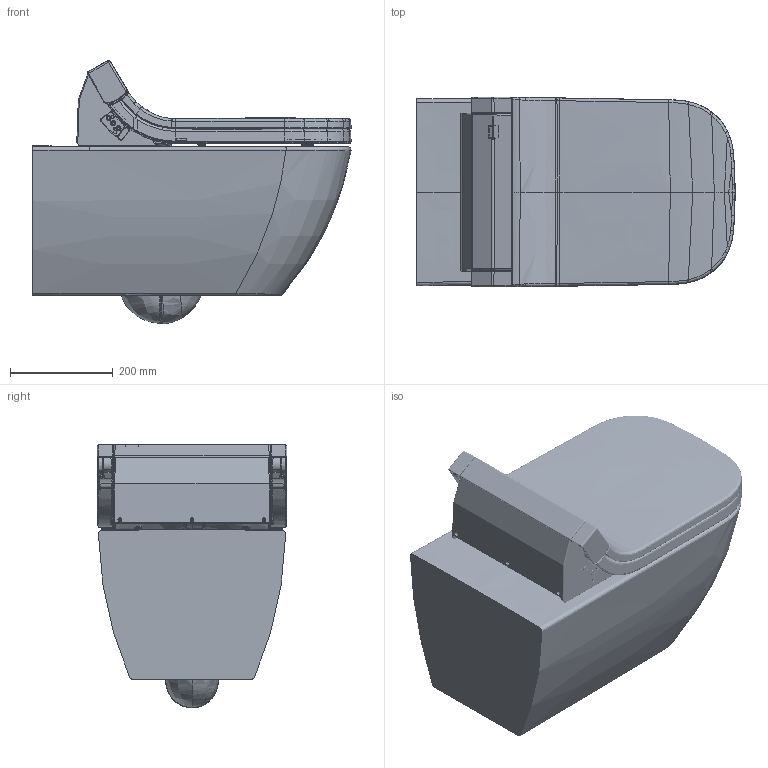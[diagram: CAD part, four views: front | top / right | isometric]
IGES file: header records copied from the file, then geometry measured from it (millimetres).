
Global section: file name: No Iges File Name specified; native system: Autodesk Inventor 2011; preprocessor: AutoDesk Inventor Iges Exporter R2011; author: Administrator; date: 20141113.113328; units: millimetre
Bounding box: 620.38 x 370.02 x 514.26 mm (x, y, z)
Volume: 38118417.2 mm3; surface area: 2372420.3 mm2
Topology: 25 solids, 26 shells, 7578 faces, 19626 edges, 12133 vertices
Faces by surface type: plane 3419, bspline 2715, revolution 712, cylinder 628, cone 94, torus 10
